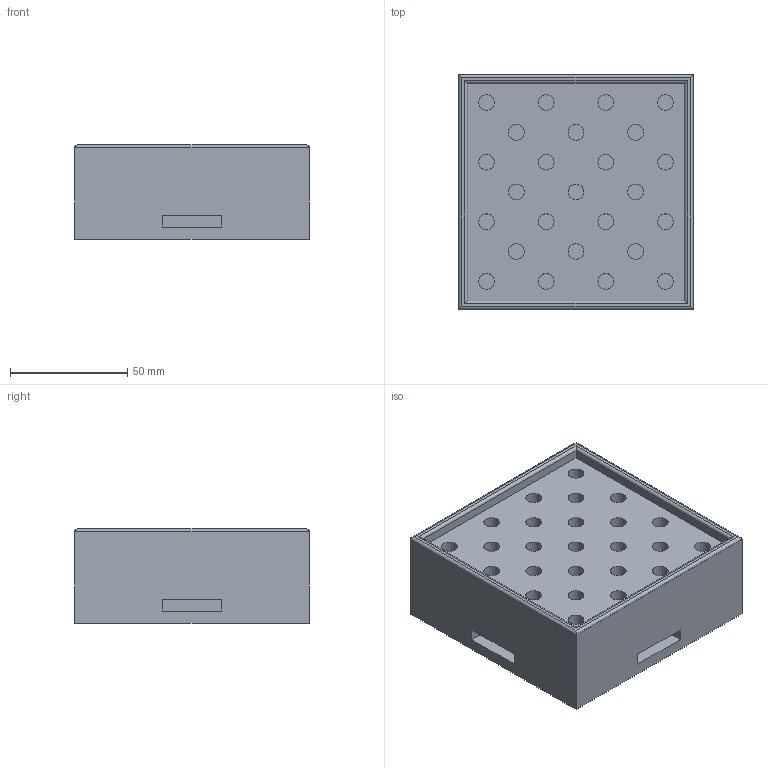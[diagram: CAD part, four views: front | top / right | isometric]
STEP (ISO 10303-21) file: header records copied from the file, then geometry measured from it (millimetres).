
FILE_DESCRIPTION(/* description */ (''),/* implementation_level */ '2;1');
FILE_NAME(/* name */ 'Pen Needle Holder.step',/* time_stamp */ '2024-07-20T15:37:24-05:00',/* author */ (''),/* organization */ (''),/* preprocessor_version */ 'ST-DEVELOPER v20',/* originating_system */ 'Autodesk Translation Framework v13.14.0.145',/* authorisation */ '');
FILE_SCHEMA (('AUTOMOTIVE_DESIGN { 1 0 10303 214 3 1 1 }'));
Length unit declared in the file: inch
Products named in the file (1): Pen Needle Holder
Bounding box: 100 x 100 x 40.08 mm (x, y, z)
Volume: 339327.7 mm3; surface area: 47300.4 mm2
Topology: 1 solids, 1 shells, 89 faces, 163 edges, 106 vertices
Faces by surface type: plane 56, cylinder 33
Full cylindrical faces by diameter (mm): 6.731 x25
Entity records: 2226 total; most frequent: DIRECTION 401, CARTESIAN_POINT 359, ORIENTED_EDGE 326, EDGE_CURVE 163, AXIS2_PLACEMENT_3D 148, EDGE_LOOP 119, VERTEX_POINT 106, LINE 105
